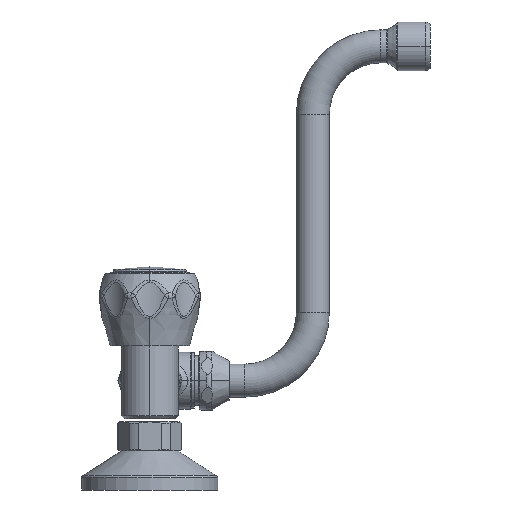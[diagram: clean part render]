
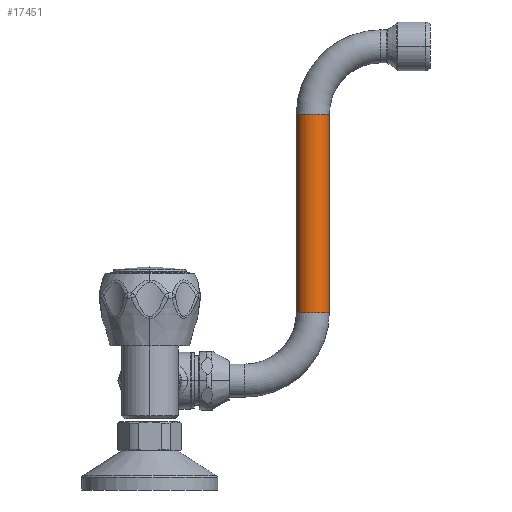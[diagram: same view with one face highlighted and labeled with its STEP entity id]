
A CAD part, left-side view. The second image highlights one B-rep face of the part: STEP entity #17451.
In plain terms, the highlighted cylindrical face has radius 8 mm (diameter 16 mm), a partial arc.
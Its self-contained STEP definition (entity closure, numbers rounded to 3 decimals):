
#4651=CARTESIAN_POINT('',(0.,-79.,33.));
#4652=DIRECTION('',(0.,0.,-1.));
#4653=DIRECTION('',(0.,-1.,0.));
#4654=AXIS2_PLACEMENT_3D('',#4651,#4652,#4653);
#4661=CARTESIAN_POINT('',(0.,-79.,129.));
#4662=DIRECTION('',(0.,0.,-1.));
#4663=DIRECTION('',(0.,-1.,0.));
#4664=AXIS2_PLACEMENT_3D('',#4661,#4662,#4663);
#4666=DIRECTION('',(0.,0.,-1.));
#4667=VECTOR('',#4666,96.);
#4668=CARTESIAN_POINT('',(0.,-87.,129.));
#4669=LINE('',#4668,#4667);
#4723=DIRECTION('',(0.,0.,-1.));
#4724=VECTOR('',#4723,96.);
#4725=CARTESIAN_POINT('',(0.,-71.,129.));
#4726=LINE('',#4725,#4724);
#8368=CARTESIAN_POINT('',(0.,-71.,129.));
#8369=CARTESIAN_POINT('',(0.,-87.,129.));
#8370=VERTEX_POINT('',#8368);
#8371=VERTEX_POINT('',#8369);
#8372=CARTESIAN_POINT('',(0.,-71.,33.));
#8373=CARTESIAN_POINT('',(0.,-87.,33.));
#8374=VERTEX_POINT('',#8372);
#8375=VERTEX_POINT('',#8373);
#17437=CARTESIAN_POINT('',(0.,-79.,129.));
#17438=DIRECTION('',(0.,0.,-1.));
#17439=DIRECTION('',(0.,1.,0.));
#17440=AXIS2_PLACEMENT_3D('',#17437,#17438,#17439);
#17441=CYLINDRICAL_SURFACE('',#17440,8.);
#17443=ORIENTED_EDGE('',*,*,#17442,.F.);
#17445=ORIENTED_EDGE('',*,*,#17444,.T.);
#17446=ORIENTED_EDGE('',*,*,#17420,.T.);
#17448=ORIENTED_EDGE('',*,*,#17447,.F.);
#17449=EDGE_LOOP('',(#17443,#17445,#17446,#17448));
#17450=FACE_OUTER_BOUND('',#17449,.F.);
#17451=ADVANCED_FACE('',(#17450),#17441,.T.);
#4655=CIRCLE('',#4654,8.);
#4665=CIRCLE('',#4664,8.);
#17420=EDGE_CURVE('',#8375,#8374,#4655,.T.);
#17442=EDGE_CURVE('',#8371,#8370,#4665,.T.);
#17444=EDGE_CURVE('',#8371,#8375,#4669,.T.);
#17447=EDGE_CURVE('',#8370,#8374,#4726,.T.);
